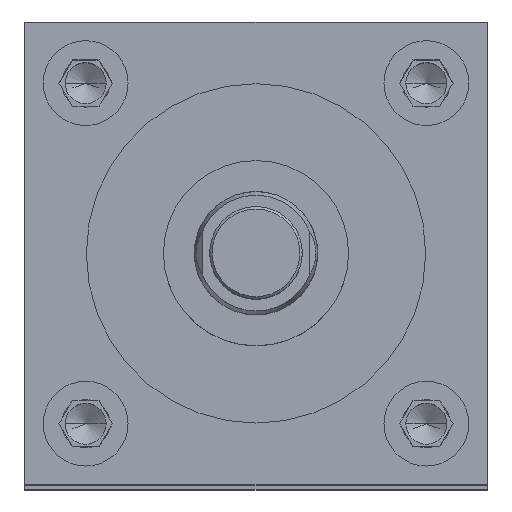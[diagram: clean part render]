
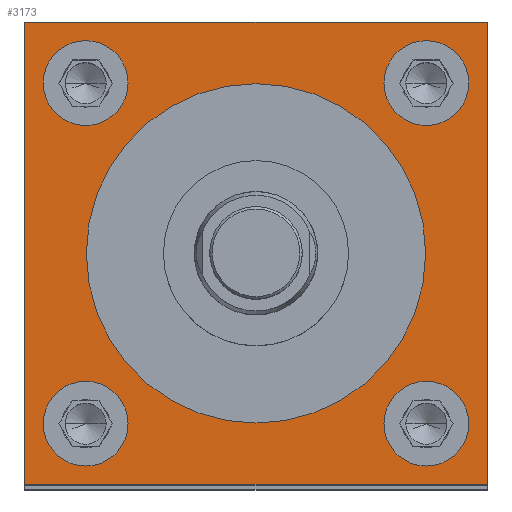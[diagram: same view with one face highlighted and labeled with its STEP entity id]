
A CAD part, top view. The second image highlights one B-rep face of the part: STEP entity #3173.
In plain terms, the highlighted planar face has unit normal (0, 0, 1).
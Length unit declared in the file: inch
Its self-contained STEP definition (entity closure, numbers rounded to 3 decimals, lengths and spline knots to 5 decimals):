
#18 = ORIENTED_EDGE ( 'NONE', *, *, #2924, .F. ) ;
#34 = DIRECTION ( 'NONE',  ( 0., 0., 1. ) ) ;
#72 = VERTEX_POINT ( 'NONE', #6415 ) ;
#83 = FACE_BOUND ( 'NONE', #6992, .T. ) ;
#155 = FACE_BOUND ( 'NONE', #986, .T. ) ;
#215 = EDGE_CURVE ( 'NONE', #4743, #6663, #2201, .T. ) ;
#247 = VERTEX_POINT ( 'NONE', #5489 ) ;
#299 = DIRECTION ( 'NONE',  ( 0., 0., 1. ) ) ;
#366 = AXIS2_PLACEMENT_3D ( 'NONE', #3764, #4232, #5968 ) ;
#508 = ORIENTED_EDGE ( 'NONE', *, *, #4707, .F. ) ;
#542 = DIRECTION ( 'NONE',  ( 0., 0., 1. ) ) ;
#573 = DIRECTION ( 'NONE',  ( 1., 0., 0. ) ) ;
#582 = ORIENTED_EDGE ( 'NONE', *, *, #7122, .F. ) ;
#615 = VERTEX_POINT ( 'NONE', #2972 ) ;
#617 = AXIS2_PLACEMENT_3D ( 'NONE', #4175, #299, #2037 ) ;
#621 = DIRECTION ( 'NONE',  ( 0., 1., 0. ) ) ;
#622 = FACE_OUTER_BOUND ( 'NONE', #6141, .T. ) ;
#763 = DIRECTION ( 'NONE',  ( 0., -1., 0. ) ) ;
#765 = DIRECTION ( 'NONE',  ( 1., 0., 0. ) ) ;
#844 = VECTOR ( 'NONE', #3857, 39.37008 ) ;
#986 = EDGE_LOOP ( 'NONE', ( #18, #6650 ) ) ;
#1069 = VECTOR ( 'NONE', #1577, 39.37008 ) ;
#1148 = CARTESIAN_POINT ( 'NONE',  ( -1.375, 0., 24.25 ) ) ;
#1151 = AXIS2_PLACEMENT_3D ( 'NONE', #4031, #2405, #3060 ) ;
#1153 = VERTEX_POINT ( 'NONE', #2459 ) ;
#1169 = CARTESIAN_POINT ( 'NONE',  ( 1.875, -1.875, 24.25 ) ) ;
#1220 = AXIS2_PLACEMENT_3D ( 'NONE', #6681, #34, #573 ) ;
#1252 = DIRECTION ( 'NONE',  ( 1., 0., 0. ) ) ;
#1361 = CARTESIAN_POINT ( 'NONE',  ( 1.875, -1.875, 24.25 ) ) ;
#1577 = DIRECTION ( 'NONE',  ( -1., 0., 0. ) ) ;
#1582 = ORIENTED_EDGE ( 'NONE', *, *, #1885, .F. ) ;
#1608 = VERTEX_POINT ( 'NONE', #1867 ) ;
#1651 = EDGE_LOOP ( 'NONE', ( #508, #4789 ) ) ;
#1685 = DIRECTION ( 'NONE',  ( 0., 0., -1. ) ) ;
#1702 = CARTESIAN_POINT ( 'NONE',  ( 1.0365, 1.38, 24.25 ) ) ;
#1744 = DIRECTION ( 'NONE',  ( 1., 0., 0. ) ) ;
#1755 = FACE_BOUND ( 'NONE', #1651, .T. ) ;
#1811 = CARTESIAN_POINT ( 'NONE',  ( 1.875, 1.875, 24.25 ) ) ;
#1858 = CIRCLE ( 'NONE', #5884, 0.3435 ) ;
#1867 = CARTESIAN_POINT ( 'NONE',  ( -1.875, 1.875, 24.25 ) ) ;
#1878 = AXIS2_PLACEMENT_3D ( 'NONE', #2800, #2731, #6587 ) ;
#1885 = EDGE_CURVE ( 'NONE', #72, #5875, #5774, .T. ) ;
#1889 = CARTESIAN_POINT ( 'NONE',  ( -1.0365, -1.38, 24.25 ) ) ;
#1901 = EDGE_CURVE ( 'NONE', #2871, #3637, #5104, .T. ) ;
#1999 = CIRCLE ( 'NONE', #3154, 0.3435 ) ;
#2037 = DIRECTION ( 'NONE',  ( 1., 0., 0. ) ) ;
#2039 = CARTESIAN_POINT ( 'NONE',  ( -1.875, 1.875, 24.25 ) ) ;
#2064 = EDGE_CURVE ( 'NONE', #5875, #72, #1858, .T. ) ;
#2201 = CIRCLE ( 'NONE', #2533, 0.3435 ) ;
#2346 = EDGE_CURVE ( 'NONE', #615, #2495, #1999, .T. ) ;
#2350 = CIRCLE ( 'NONE', #366, 1.375 ) ;
#2354 = ORIENTED_EDGE ( 'NONE', *, *, #6880, .T. ) ;
#2405 = DIRECTION ( 'NONE',  ( 0., 0., 1. ) ) ;
#2451 = ORIENTED_EDGE ( 'NONE', *, *, #2569, .T. ) ;
#2459 = CARTESIAN_POINT ( 'NONE',  ( -1.7235, -1.38, 24.25 ) ) ;
#2495 = VERTEX_POINT ( 'NONE', #2772 ) ;
#2533 = AXIS2_PLACEMENT_3D ( 'NONE', #2718, #6572, #4345 ) ;
#2569 = EDGE_CURVE ( 'NONE', #247, #2871, #2626, .T. ) ;
#2626 = LINE ( 'NONE', #3819, #844 ) ;
#2718 = CARTESIAN_POINT ( 'NONE',  ( 1.38, 1.38, 24.25 ) ) ;
#2727 = CIRCLE ( 'NONE', #1220, 0.3435 ) ;
#2731 = DIRECTION ( 'NONE',  ( 0., 0., 1. ) ) ;
#2753 = CARTESIAN_POINT ( 'NONE',  ( 1.38, -1.38, 24.25 ) ) ;
#2772 = CARTESIAN_POINT ( 'NONE',  ( 1.7235, -1.38, 24.25 ) ) ;
#2797 = EDGE_CURVE ( 'NONE', #3967, #6782, #4202, .T. ) ;
#2800 = CARTESIAN_POINT ( 'NONE',  ( 1.38, -1.38, 24.25 ) ) ;
#2814 = CARTESIAN_POINT ( 'NONE',  ( 0., 0., 24.25 ) ) ;
#2871 = VERTEX_POINT ( 'NONE', #1361 ) ;
#2924 = EDGE_CURVE ( 'NONE', #6663, #4743, #6847, .T. ) ;
#2957 = AXIS2_PLACEMENT_3D ( 'NONE', #6197, #1685, #3953 ) ;
#2972 = CARTESIAN_POINT ( 'NONE',  ( 1.0365, -1.38, 24.25 ) ) ;
#3060 = DIRECTION ( 'NONE',  ( 1., 0., 0. ) ) ;
#3118 = VECTOR ( 'NONE', #621, 39.37008 ) ;
#3154 = AXIS2_PLACEMENT_3D ( 'NONE', #2753, #542, #1744 ) ;
#3173 = ADVANCED_FACE ( 'NONE', ( #83, #155, #1755, #5687, #5620, #622 ), #4579, .F. ) ;
#3378 = EDGE_LOOP ( 'NONE', ( #1582, #5857 ) ) ;
#3603 = VECTOR ( 'NONE', #763, 39.37008 ) ;
#3637 = VERTEX_POINT ( 'NONE', #1811 ) ;
#3764 = CARTESIAN_POINT ( 'NONE',  ( 0., 0., 24.25 ) ) ;
#3819 = CARTESIAN_POINT ( 'NONE',  ( -1.875, -1.875, 24.25 ) ) ;
#3857 = DIRECTION ( 'NONE',  ( 1., 0., 0. ) ) ;
#3953 = DIRECTION ( 'NONE',  ( -1., 0., 0. ) ) ;
#3967 = VERTEX_POINT ( 'NONE', #1148 ) ;
#3994 = LINE ( 'NONE', #4131, #3603 ) ;
#3996 = DIRECTION ( 'NONE',  ( 0., 0., 1. ) ) ;
#4031 = CARTESIAN_POINT ( 'NONE',  ( -1.38, -1.38, 24.25 ) ) ;
#4131 = CARTESIAN_POINT ( 'NONE',  ( -1.875, -1.875, 24.25 ) ) ;
#4175 = CARTESIAN_POINT ( 'NONE',  ( 1.38, 1.38, 24.25 ) ) ;
#4202 = CIRCLE ( 'NONE', #6379, 1.375 ) ;
#4232 = DIRECTION ( 'NONE',  ( 0., 0., 1. ) ) ;
#4345 = DIRECTION ( 'NONE',  ( 1., 0., 0. ) ) ;
#4422 = VERTEX_POINT ( 'NONE', #1889 ) ;
#4466 = DIRECTION ( 'NONE',  ( 1., 0., 0. ) ) ;
#4579 = PLANE ( 'NONE',  #2957 ) ;
#4707 = EDGE_CURVE ( 'NONE', #4422, #1153, #2727, .T. ) ;
#4743 = VERTEX_POINT ( 'NONE', #1702 ) ;
#4750 = LINE ( 'NONE', #2039, #1069 ) ;
#4784 = ORIENTED_EDGE ( 'NONE', *, *, #6189, .T. ) ;
#4789 = ORIENTED_EDGE ( 'NONE', *, *, #5252, .F. ) ;
#4844 = CIRCLE ( 'NONE', #1151, 0.3435 ) ;
#4852 = ORIENTED_EDGE ( 'NONE', *, *, #2797, .F. ) ;
#4980 = ORIENTED_EDGE ( 'NONE', *, *, #2346, .F. ) ;
#5013 = CARTESIAN_POINT ( 'NONE',  ( -1.7235, 1.38, 24.25 ) ) ;
#5045 = DIRECTION ( 'NONE',  ( 0., 0., 1. ) ) ;
#5066 = CARTESIAN_POINT ( 'NONE',  ( 1.375, 0., 24.25 ) ) ;
#5104 = LINE ( 'NONE', #1169, #3118 ) ;
#5252 = EDGE_CURVE ( 'NONE', #1153, #4422, #4844, .T. ) ;
#5359 = CARTESIAN_POINT ( 'NONE',  ( 1.7235, 1.38, 24.25 ) ) ;
#5489 = CARTESIAN_POINT ( 'NONE',  ( -1.875, -1.875, 24.25 ) ) ;
#5542 = AXIS2_PLACEMENT_3D ( 'NONE', #5619, #3996, #4466 ) ;
#5619 = CARTESIAN_POINT ( 'NONE',  ( -1.38, 1.38, 24.25 ) ) ;
#5620 = FACE_BOUND ( 'NONE', #6199, .T. ) ;
#5669 = ORIENTED_EDGE ( 'NONE', *, *, #6840, .F. ) ;
#5684 = CARTESIAN_POINT ( 'NONE',  ( -1.38, 1.38, 24.25 ) ) ;
#5687 = FACE_BOUND ( 'NONE', #3378, .T. ) ;
#5758 = DIRECTION ( 'NONE',  ( 0., 0., 1. ) ) ;
#5774 = CIRCLE ( 'NONE', #5542, 0.3435 ) ;
#5857 = ORIENTED_EDGE ( 'NONE', *, *, #2064, .F. ) ;
#5875 = VERTEX_POINT ( 'NONE', #5013 ) ;
#5884 = AXIS2_PLACEMENT_3D ( 'NONE', #5684, #5758, #765 ) ;
#5968 = DIRECTION ( 'NONE',  ( 1., 0., 0. ) ) ;
#6141 = EDGE_LOOP ( 'NONE', ( #2354, #2451, #6159, #4784 ) ) ;
#6145 = CIRCLE ( 'NONE', #1878, 0.3435 ) ;
#6159 = ORIENTED_EDGE ( 'NONE', *, *, #1901, .T. ) ;
#6189 = EDGE_CURVE ( 'NONE', #3637, #1608, #4750, .T. ) ;
#6197 = CARTESIAN_POINT ( 'NONE',  ( -1.875, 1.875, 24.25 ) ) ;
#6199 = EDGE_LOOP ( 'NONE', ( #582, #4852 ) ) ;
#6379 = AXIS2_PLACEMENT_3D ( 'NONE', #2814, #5045, #1252 ) ;
#6415 = CARTESIAN_POINT ( 'NONE',  ( -1.0365, 1.38, 24.25 ) ) ;
#6572 = DIRECTION ( 'NONE',  ( 0., 0., 1. ) ) ;
#6587 = DIRECTION ( 'NONE',  ( 1., 0., 0. ) ) ;
#6650 = ORIENTED_EDGE ( 'NONE', *, *, #215, .F. ) ;
#6663 = VERTEX_POINT ( 'NONE', #5359 ) ;
#6681 = CARTESIAN_POINT ( 'NONE',  ( -1.38, -1.38, 24.25 ) ) ;
#6782 = VERTEX_POINT ( 'NONE', #5066 ) ;
#6840 = EDGE_CURVE ( 'NONE', #2495, #615, #6145, .T. ) ;
#6847 = CIRCLE ( 'NONE', #617, 0.3435 ) ;
#6880 = EDGE_CURVE ( 'NONE', #1608, #247, #3994, .T. ) ;
#6992 = EDGE_LOOP ( 'NONE', ( #5669, #4980 ) ) ;
#7122 = EDGE_CURVE ( 'NONE', #6782, #3967, #2350, .T. ) ;
